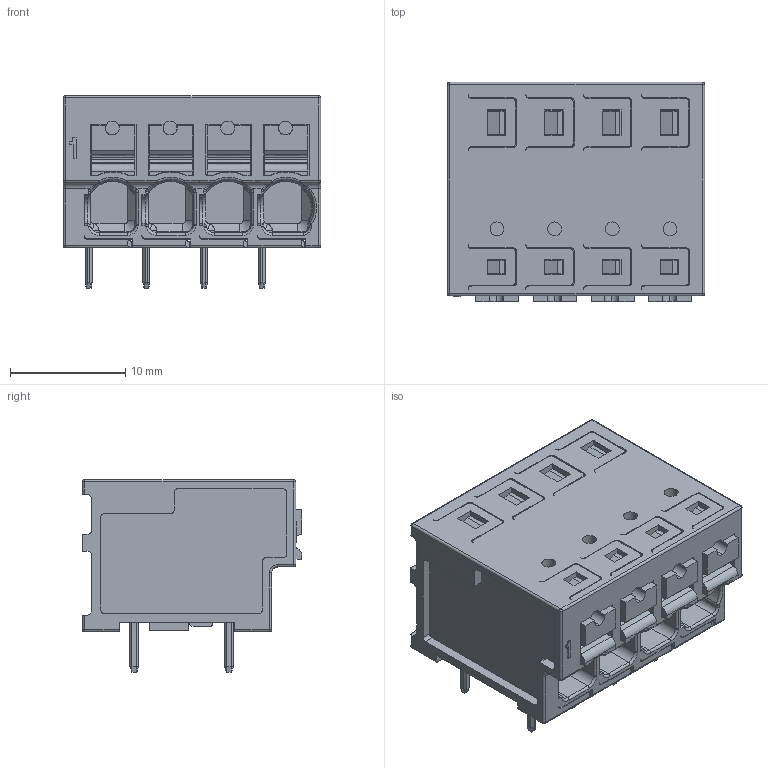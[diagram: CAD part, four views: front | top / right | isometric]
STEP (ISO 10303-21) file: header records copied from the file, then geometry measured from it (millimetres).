
FILE_DESCRIPTION(('CATIA V5 STEP Exchange','CAx-IF Rec.Pracs.--- Model Styling and Organization---1.5--- 2016-08-15','CAx-IF Rec.Pracs.---Supplemental Geometry---1.0---2011-11-01','CAx-IF Rec.Pracs.--- Composite Materials ---1.1---2010-07-15'),'2;1');
FILE_NAME ('1502640-2_1', '2025-08-27T09:57:30+00:00', ('none'), ('Weidmueller'), 'CATIA Version 5-6 Release 2024 SP4', 'CATIA V5 STEP AP214 v3', 'none');
FILE_SCHEMA(('AUTOMOTIVE_DESIGN { 1 0 10303 214 1 1 1 1 }'));
Products named in the file (1): 2913620000
Bounding box: 22.3 x 19 x 16.7 mm (x, y, z)
Volume: 4074.9 mm3; surface area: 3937.1 mm2
Topology: 1 solids, 3 shells, 1604 faces, 4302 edges, 2762 vertices
Faces by surface type: plane 1020, cylinder 336, bspline 111, extrusion 65, torus 28, sphere 25, cone 19
Entity records: 53289 total; most frequent: CARTESIAN_POINT 15372, ORIENTED_EDGE 8562, DIRECTION 5651, EDGE_CURVE 4281, VECTOR 2998, LINE 2933, VERTEX_POINT 2762, EDGE_LOOP 1723
